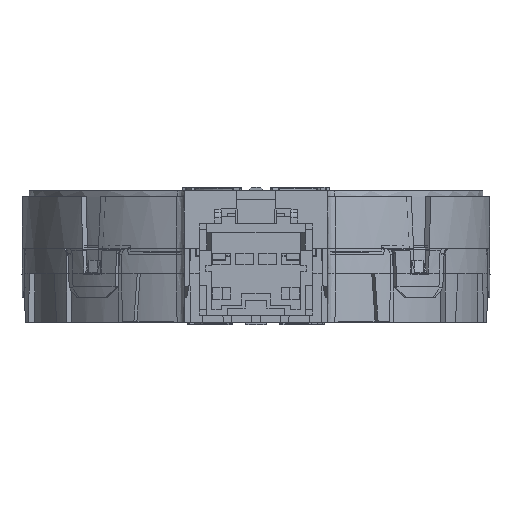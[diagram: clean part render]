
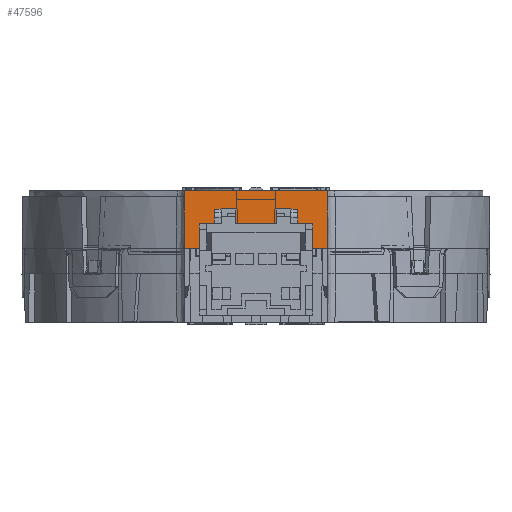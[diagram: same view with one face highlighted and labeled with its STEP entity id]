
A CAD part, front view. The second image highlights one B-rep face of the part: STEP entity #47596.
In plain terms, the highlighted planar face has unit normal (0, -1, 0.009).
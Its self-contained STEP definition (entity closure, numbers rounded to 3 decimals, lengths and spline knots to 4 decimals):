
#136=DIRECTION('',(1.,0.,0.));
#137=VECTOR('',#136,0.9774);
#138=CARTESIAN_POINT('',(-0.4887,-2.2446,
0.0394));
#139=LINE('',#138,#137);
#611=DIRECTION('',(1.,0.,0.));
#612=VECTOR('',#611,0.0473);
#613=CARTESIAN_POINT('',(-0.4528,-2.248,
-0.3543));
#614=LINE('',#613,#612);
#671=DIRECTION('',(1.,0.,0.));
#672=VECTOR('',#671,0.0393);
#673=CARTESIAN_POINT('',(-0.4921,-2.248,
-0.3543));
#674=LINE('',#673,#672);
#683=DIRECTION('',(1.,0.,0.));
#684=VECTOR('',#683,0.811);
#685=CARTESIAN_POINT('',(-0.4055,-2.248,
-0.3543));
#686=LINE('',#685,#684);
#687=DIRECTION('',(-0.009,-0.009,-1.));
#688=VECTOR('',#687,0.3937);
#689=CARTESIAN_POINT('',(-0.4887,-2.2446,
0.0394));
#690=LINE('',#689,#688);
#699=DIRECTION('',(-0.009,0.009,1.));
#700=VECTOR('',#699,0.3937);
#701=CARTESIAN_POINT('',(0.4921,-2.248,
-0.3543));
#702=LINE('',#701,#700);
#2070=DIRECTION('',(1.,0.,0.));
#2071=VECTOR('',#2070,0.0473);
#2072=CARTESIAN_POINT('',(0.4055,-2.248,
-0.3543));
#2073=LINE('',#2072,#2071);
#2086=DIRECTION('',(1.,0.,0.));
#2087=VECTOR('',#2086,0.0393);
#2088=CARTESIAN_POINT('',(0.4528,-2.248,
-0.3543));
#2089=LINE('',#2088,#2087);
#37632=CARTESIAN_POINT('',(-0.4055,-2.248,
-0.3543));
#37634=VERTEX_POINT('',#37632);
#37635=CARTESIAN_POINT('',(0.4055,-2.248,
-0.3543));
#37636=VERTEX_POINT('',#37635);
#37651=CARTESIAN_POINT('',(0.4887,-2.2446,
0.0394));
#37653=VERTEX_POINT('',#37651);
#37656=CARTESIAN_POINT('',(-0.4887,-2.2446,
0.0394));
#37658=VERTEX_POINT('',#37656);
#38770=CARTESIAN_POINT('',(-0.4921,-2.248,
-0.3543));
#38771=VERTEX_POINT('',#38770);
#38772=CARTESIAN_POINT('',(0.4921,-2.248,
-0.3543));
#38773=VERTEX_POINT('',#38772);
#39027=CARTESIAN_POINT('',(-0.4528,-2.248,
-0.3543));
#39029=VERTEX_POINT('',#39027);
#39042=CARTESIAN_POINT('',(0.4528,-2.248,
-0.3543));
#39044=VERTEX_POINT('',#39042);
#47576=CARTESIAN_POINT('',(-0.4921,-2.248,
-0.3543));
#47577=DIRECTION('',(0.,-1.,0.009));
#47578=DIRECTION('',(1.,0.,0.));
#47579=AXIS2_PLACEMENT_3D('',#47576,#47577,#47578);
#47580=PLANE('',#47579);
#47581=ORIENTED_EDGE('',*,*,#47564,.F.);
#47583=ORIENTED_EDGE('',*,*,#47582,.F.);
#47584=ORIENTED_EDGE('',*,*,#46974,.T.);
#47586=ORIENTED_EDGE('',*,*,#47585,.F.);
#47588=ORIENTED_EDGE('',*,*,#47587,.F.);
#47590=ORIENTED_EDGE('',*,*,#47589,.F.);
#47592=ORIENTED_EDGE('',*,*,#47591,.F.);
#47593=ORIENTED_EDGE('',*,*,#47493,.F.);
#47594=EDGE_LOOP('',(#47581,#47583,#47584,#47586,#47588,#47590,#47592,#47593));
#47595=FACE_OUTER_BOUND('',#47594,.F.);
#47596=ADVANCED_FACE('',(#47595),#47580,.T.);
#46974=EDGE_CURVE('',#37658,#37653,#139,.T.);
#47493=EDGE_CURVE('',#39029,#37634,#614,.T.);
#47564=EDGE_CURVE('',#38771,#39029,#674,.T.);
#47582=EDGE_CURVE('',#37658,#38771,#690,.T.);
#47585=EDGE_CURVE('',#38773,#37653,#702,.T.);
#47587=EDGE_CURVE('',#39044,#38773,#2089,.T.);
#47589=EDGE_CURVE('',#37636,#39044,#2073,.T.);
#47591=EDGE_CURVE('',#37634,#37636,#686,.T.);
